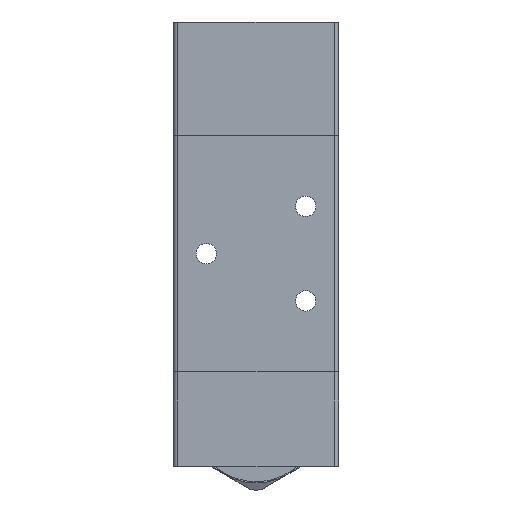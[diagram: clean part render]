
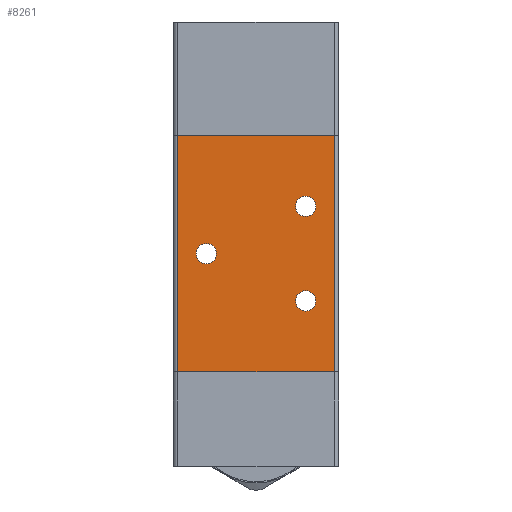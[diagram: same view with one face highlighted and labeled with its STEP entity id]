
A CAD part, front view. The second image highlights one B-rep face of the part: STEP entity #8261.
In plain terms, the highlighted planar face has unit normal (0, -1, 0).
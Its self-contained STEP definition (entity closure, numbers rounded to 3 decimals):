
#60 = CIRCLE ( 'NONE', #3409, 2.15 ) ;
#129 = VERTEX_POINT ( 'NONE', #4377 ) ;
#180 = EDGE_CURVE ( 'NONE', #129, #8320, #4568, .T. ) ;
#217 = CIRCLE ( 'NONE', #5163, 2.15 ) ;
#221 = DIRECTION ( 'NONE',  ( -1., 0., 0. ) ) ;
#351 = EDGE_CURVE ( 'NONE', #4422, #8139, #7162, .T. ) ;
#385 = CARTESIAN_POINT ( 'NONE',  ( 11.226, -11., -25. ) ) ;
#487 = DIRECTION ( 'NONE',  ( 0., 0., -1. ) ) ;
#678 = DIRECTION ( 'NONE',  ( 0., 0., -1. ) ) ;
#689 = DIRECTION ( 'NONE',  ( 0., 1., 0. ) ) ;
#776 = VERTEX_POINT ( 'NONE', #7069 ) ;
#1060 = FACE_BOUND ( 'NONE', #4727, .T. ) ;
#1486 = AXIS2_PLACEMENT_3D ( 'NONE', #3874, #9693, #4703 ) ;
#1540 = EDGE_CURVE ( 'NONE', #8320, #129, #6611, .T. ) ;
#1703 = LINE ( 'NONE', #3266, #5880 ) ;
#1870 = AXIS2_PLACEMENT_3D ( 'NONE', #4147, #9962, #4973 ) ;
#1952 = AXIS2_PLACEMENT_3D ( 'NONE', #10683, #5676, #678 ) ;
#1981 = ORIENTED_EDGE ( 'NONE', *, *, #7892, .T. ) ;
#2312 = EDGE_CURVE ( 'NONE', #3960, #776, #217, .T. ) ;
#2508 = DIRECTION ( 'NONE',  ( 1., 0., 0. ) ) ;
#2578 = CARTESIAN_POINT ( 'NONE',  ( 5.226, -11., -7.85 ) ) ;
#2580 = EDGE_CURVE ( 'NONE', #8139, #4422, #60, .T. ) ;
#3057 = ORIENTED_EDGE ( 'NONE', *, *, #5664, .T. ) ;
#3266 = CARTESIAN_POINT ( 'NONE',  ( -21.774, -11., -25. ) ) ;
#3292 = FACE_BOUND ( 'NONE', #3732, .T. ) ;
#3409 = AXIS2_PLACEMENT_3D ( 'NONE', #5688, #689, #6521 ) ;
#3552 = FACE_OUTER_BOUND ( 'NONE', #7858, .T. ) ;
#3730 = EDGE_CURVE ( 'NONE', #7453, #10261, #6722, .T. ) ;
#3732 = EDGE_LOOP ( 'NONE', ( #10290, #5508 ) ) ;
#3874 = CARTESIAN_POINT ( 'NONE',  ( -15.774, -11., 0. ) ) ;
#3960 = VERTEX_POINT ( 'NONE', #10689 ) ;
#4097 = DIRECTION ( 'NONE',  ( 0., 0., -1. ) ) ;
#4147 = CARTESIAN_POINT ( 'NONE',  ( 5.226, -11., -10. ) ) ;
#4377 = CARTESIAN_POINT ( 'NONE',  ( 5.226, -11., -12.15 ) ) ;
#4422 = VERTEX_POINT ( 'NONE', #10037 ) ;
#4514 = VECTOR ( 'NONE', #6234, 1000. ) ;
#4568 = CIRCLE ( 'NONE', #5032, 2.15 ) ;
#4646 = DIRECTION ( 'NONE',  ( 0., 1., 0. ) ) ;
#4680 = CARTESIAN_POINT ( 'NONE',  ( -21.774, -11., -25. ) ) ;
#4703 = DIRECTION ( 'NONE',  ( 0., 0., -1. ) ) ;
#4727 = EDGE_LOOP ( 'NONE', ( #6965, #6529 ) ) ;
#4973 = DIRECTION ( 'NONE',  ( 0., 0., -1. ) ) ;
#5032 = AXIS2_PLACEMENT_3D ( 'NONE', #10491, #5488, #487 ) ;
#5051 = CARTESIAN_POINT ( 'NONE',  ( -5.274, -11., 25. ) ) ;
#5082 = EDGE_LOOP ( 'NONE', ( #7575, #10104 ) ) ;
#5132 = VERTEX_POINT ( 'NONE', #8608 ) ;
#5163 = AXIS2_PLACEMENT_3D ( 'NONE', #9633, #4646, #10479 ) ;
#5179 = VECTOR ( 'NONE', #221, 1000. ) ;
#5233 = ORIENTED_EDGE ( 'NONE', *, *, #3730, .T. ) ;
#5488 = DIRECTION ( 'NONE',  ( 0., 1., 0. ) ) ;
#5508 = ORIENTED_EDGE ( 'NONE', *, *, #351, .T. ) ;
#5664 = EDGE_CURVE ( 'NONE', #10261, #5132, #8301, .T. ) ;
#5676 = DIRECTION ( 'NONE',  ( 0., 1., 0. ) ) ;
#5688 = CARTESIAN_POINT ( 'NONE',  ( -15.774, -11., 0. ) ) ;
#5880 = VECTOR ( 'NONE', #4097, 1000. ) ;
#6234 = DIRECTION ( 'NONE',  ( 0., 0., 1. ) ) ;
#6521 = DIRECTION ( 'NONE',  ( 0., 0., -1. ) ) ;
#6528 = CIRCLE ( 'NONE', #1952, 2.15 ) ;
#6529 = ORIENTED_EDGE ( 'NONE', *, *, #2312, .T. ) ;
#6611 = CIRCLE ( 'NONE', #1870, 2.15 ) ;
#6722 = LINE ( 'NONE', #385, #4514 ) ;
#6925 = EDGE_CURVE ( 'NONE', #7453, #7748, #9881, .T. ) ;
#6965 = ORIENTED_EDGE ( 'NONE', *, *, #8189, .T. ) ;
#7069 = CARTESIAN_POINT ( 'NONE',  ( 5.226, -11., 7.85 ) ) ;
#7162 = CIRCLE ( 'NONE', #1486, 2.15 ) ;
#7192 = ORIENTED_EDGE ( 'NONE', *, *, #6925, .F. ) ;
#7453 = VERTEX_POINT ( 'NONE', #8532 ) ;
#7491 = DIRECTION ( 'NONE',  ( 0., -1., 0. ) ) ;
#7575 = ORIENTED_EDGE ( 'NONE', *, *, #180, .T. ) ;
#7736 = CARTESIAN_POINT ( 'NONE',  ( -5.274, -11., -25. ) ) ;
#7748 = VERTEX_POINT ( 'NONE', #4680 ) ;
#7858 = EDGE_LOOP ( 'NONE', ( #3057, #1981, #7192, #5233 ) ) ;
#7892 = EDGE_CURVE ( 'NONE', #5132, #7748, #1703, .T. ) ;
#8088 = CARTESIAN_POINT ( 'NONE',  ( -15.774, -11., -2.15 ) ) ;
#8139 = VERTEX_POINT ( 'NONE', #8088 ) ;
#8189 = EDGE_CURVE ( 'NONE', #776, #3960, #6528, .T. ) ;
#8261 = ADVANCED_FACE ( 'NONE', ( #3552, #1060, #9922, #3292 ), #8297, .T. ) ;
#8297 = PLANE ( 'NONE',  #8669 ) ;
#8301 = LINE ( 'NONE', #5051, #10260 ) ;
#8320 = VERTEX_POINT ( 'NONE', #2578 ) ;
#8532 = CARTESIAN_POINT ( 'NONE',  ( 11.226, -11., -25. ) ) ;
#8608 = CARTESIAN_POINT ( 'NONE',  ( -21.774, -11., 25. ) ) ;
#8669 = AXIS2_PLACEMENT_3D ( 'NONE', #10820, #7491, #2508 ) ;
#9633 = CARTESIAN_POINT ( 'NONE',  ( 5.226, -11., 10. ) ) ;
#9644 = CARTESIAN_POINT ( 'NONE',  ( 11.226, -11., 25. ) ) ;
#9693 = DIRECTION ( 'NONE',  ( 0., 1., 0. ) ) ;
#9881 = LINE ( 'NONE', #7736, #5179 ) ;
#9922 = FACE_BOUND ( 'NONE', #5082, .T. ) ;
#9962 = DIRECTION ( 'NONE',  ( 0., 1., 0. ) ) ;
#10037 = CARTESIAN_POINT ( 'NONE',  ( -15.774, -11., 2.15 ) ) ;
#10043 = DIRECTION ( 'NONE',  ( -1., 0., 0. ) ) ;
#10104 = ORIENTED_EDGE ( 'NONE', *, *, #1540, .T. ) ;
#10260 = VECTOR ( 'NONE', #10043, 1000. ) ;
#10261 = VERTEX_POINT ( 'NONE', #9644 ) ;
#10290 = ORIENTED_EDGE ( 'NONE', *, *, #2580, .T. ) ;
#10479 = DIRECTION ( 'NONE',  ( 0., 0., -1. ) ) ;
#10491 = CARTESIAN_POINT ( 'NONE',  ( 5.226, -11., -10. ) ) ;
#10683 = CARTESIAN_POINT ( 'NONE',  ( 5.226, -11., 10. ) ) ;
#10689 = CARTESIAN_POINT ( 'NONE',  ( 5.226, -11., 12.15 ) ) ;
#10820 = CARTESIAN_POINT ( 'NONE',  ( 12.226, -11., -25. ) ) ;
